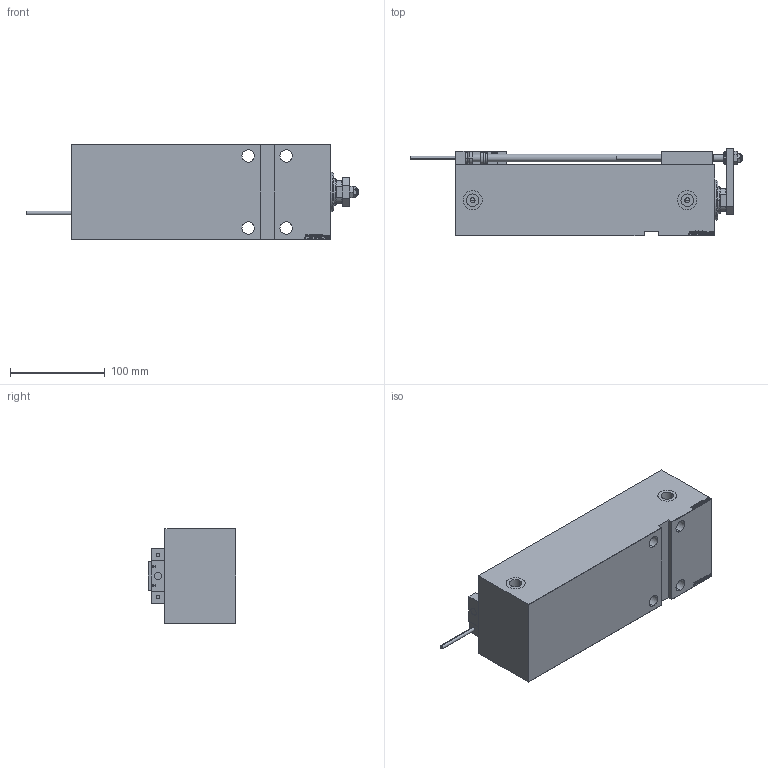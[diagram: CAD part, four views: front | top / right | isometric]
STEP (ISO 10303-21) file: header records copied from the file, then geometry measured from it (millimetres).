
FILE_DESCRIPTION (( 'STEP AP203' ), '1' );
FILE_NAME ('41df.STEP', '2021-03-18T18:34:08', ( '' ), ( '' ), 'SwSTEP 2.0', 'SolidWorks 2019', '' );
FILE_SCHEMA (( 'CONFIG_CONTROL_DESIGN' ));
Length unit declared in the file: millimetre
Products named in the file (16): 41df; KONCOVKA 5ad2b59e98e4dff986148a2136157880; SWITCH DIM B,W 5ad2b59e98e4dff986148a2136157880; V450CM_G_VCP 5ad2b59e98e4dff986148a2136157880; MAGNET 5ad2b59e98e4dff986148a2136157880; ALLEN BOLT D8 5ad2b59e98e4dff986148a2136157880; SWITCH X 5ad2b59e98e4dff986148a2136157880; NUT_D10 5ad2b59e98e4dff986148a2136157880; ALLEN BOLT D5 5ad2b59e98e4dff986148a2136157880; TYC_L79 5ad2b59e98e4dff986148a2136157880; Block 5ad2b59e98e4dff986148a2136157880; ZARAZKA 5ad2b59e98e4dff986148a2136157880; SWITCH_X_FRONT_BACK 5ad2b59e98e4dff986148a2136157880; NUT_D12 5ad2b59e98e4dff986148a2136157880; V450CM_VC_G 5ad2b59e98e4dff986148a2136157880; V450CM_G 5ad2b59e98e4dff986148a2136157880
Assembly tree (25 placements, depth 3):
  41df
    V450CM_G 5ad2b59e98e4dff986148a2136157880
    V450CM_G_VCP 5ad2b59e98e4dff986148a2136157880
    V450CM_VC_G 5ad2b59e98e4dff986148a2136157880
    SWITCH X 5ad2b59e98e4dff986148a2136157880
      SWITCH_X_FRONT_BACK 5ad2b59e98e4dff986148a2136157880  x2
      TYC_L79 5ad2b59e98e4dff986148a2136157880
      Block 5ad2b59e98e4dff986148a2136157880  x2
      ALLEN BOLT D5 5ad2b59e98e4dff986148a2136157880  x4
      ALLEN BOLT D8 5ad2b59e98e4dff986148a2136157880  x4
      MAGNET 5ad2b59e98e4dff986148a2136157880  x2
      KONCOVKA 5ad2b59e98e4dff986148a2136157880  x2
    ZARAZKA 5ad2b59e98e4dff986148a2136157880
    NUT_D10 5ad2b59e98e4dff986148a2136157880
    NUT_D12 5ad2b59e98e4dff986148a2136157880
    SWITCH DIM B,W 5ad2b59e98e4dff986148a2136157880
Bounding box: 349.7 x 92.5 x 100 mm (x, y, z)
Volume: 1738753.7 mm3; surface area: 237928.6 mm2
Topology: 24 solids, 24 shells, 1311 faces, 3141 edges, 2008 vertices
Faces by surface type: plane 576, bspline 380, cylinder 194, cone 113, torus 44, sphere 4
Entity records: 50690 total; most frequent: CARTESIAN_POINT 25630, ORIENTED_EDGE 5302, DIRECTION 3596, EDGE_CURVE 2651, VERTEX_POINT 1732, VECTOR 1524, LINE 1524, EDGE_LOOP 1225
